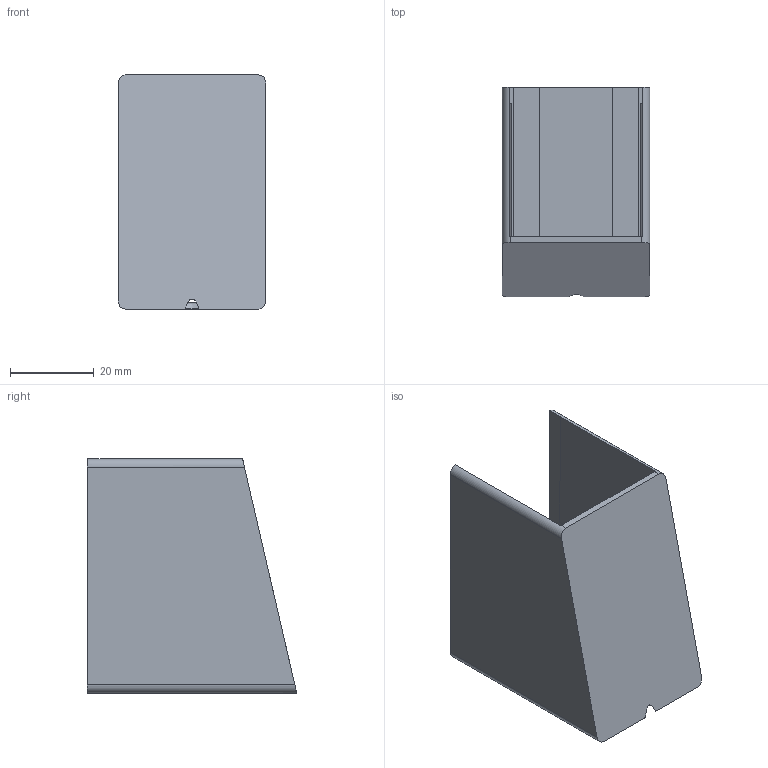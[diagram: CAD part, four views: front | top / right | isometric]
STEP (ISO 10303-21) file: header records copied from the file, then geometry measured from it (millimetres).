
FILE_DESCRIPTION (( 'STEP AP214' ), '1' );
FILE_NAME ('matrix case.STEP', '2024-04-30T01:05:38', ( '' ), ( '' ), 'SwSTEP 2.0', 'SolidWorks 2023', '' );
FILE_SCHEMA (( 'AUTOMOTIVE_DESIGN' ));
Length unit declared in the file: millimetre
Products named in the file (1): matrix case
Bounding box: 35.3 x 50 x 56 mm (x, y, z)
Volume: 21257.1 mm3; surface area: 16784.1 mm2
Topology: 1 solids, 1 shells, 43 faces, 127 edges, 84 vertices
Faces by surface type: plane 33, cylinder 7, bspline 3
Entity records: 1576 total; most frequent: CARTESIAN_POINT 472, ORIENTED_EDGE 254, DIRECTION 190, EDGE_CURVE 127, LINE 94, VECTOR 94, VERTEX_POINT 84, AXIS2_PLACEMENT_3D 48
